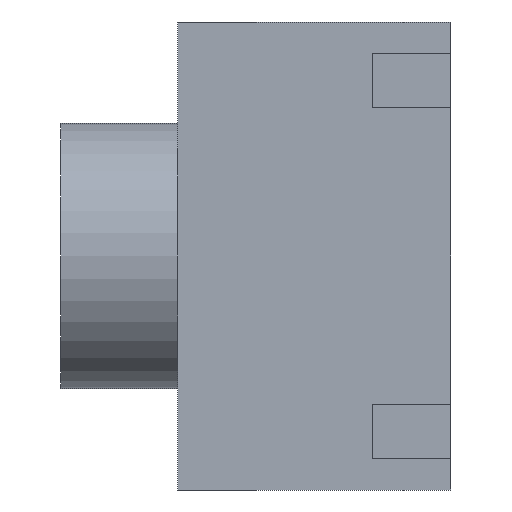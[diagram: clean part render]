
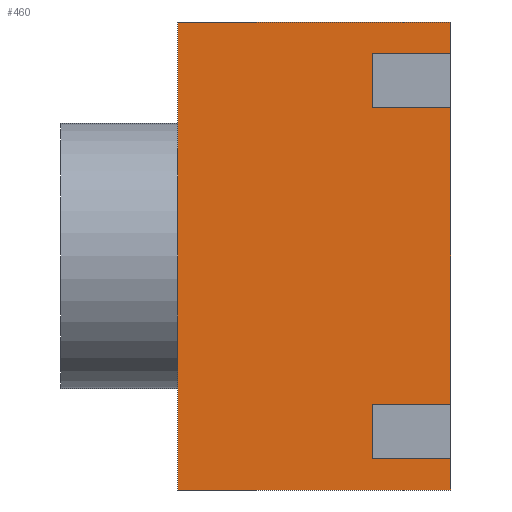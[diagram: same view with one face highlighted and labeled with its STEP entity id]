
A CAD part, left-side view. The second image highlights one B-rep face of the part: STEP entity #460.
In plain terms, the highlighted planar face has unit normal (-1, 0, 0).
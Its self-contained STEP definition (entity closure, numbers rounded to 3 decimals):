
#35=FACE_OUTER_BOUND('',#59,.T.);
#59=EDGE_LOOP('',(#359,#360,#361,#362,#363,#364,#365,#366,#367,#368,#369,
#370));
#71=LINE('',#632,#132);
#73=LINE('',#638,#134);
#78=LINE('',#646,#139);
#91=LINE('',#675,#152);
#99=LINE('',#690,#160);
#100=LINE('',#692,#161);
#112=LINE('',#717,#173);
#113=LINE('',#719,#174);
#114=LINE('',#721,#175);
#115=LINE('',#723,#176);
#116=LINE('',#725,#177);
#117=LINE('',#726,#178);
#132=VECTOR('',#515,10.);
#134=VECTOR('',#519,10.);
#139=VECTOR('',#528,10.);
#152=VECTOR('',#551,10.);
#160=VECTOR('',#563,10.);
#161=VECTOR('',#566,10.);
#173=VECTOR('',#588,10.);
#174=VECTOR('',#589,10.);
#175=VECTOR('',#590,10.);
#176=VECTOR('',#591,10.);
#177=VECTOR('',#592,10.);
#178=VECTOR('',#593,10.);
#190=VERTEX_POINT('',#625);
#193=VERTEX_POINT('',#630);
#195=VERTEX_POINT('',#635);
#196=VERTEX_POINT('',#637);
#206=VERTEX_POINT('',#671);
#208=VERTEX_POINT('',#674);
#212=VERTEX_POINT('',#686);
#213=VERTEX_POINT('',#688);
#222=VERTEX_POINT('',#718);
#223=VERTEX_POINT('',#720);
#224=VERTEX_POINT('',#722);
#225=VERTEX_POINT('',#724);
#235=EDGE_CURVE('',#190,#193,#71,.T.);
#237=EDGE_CURVE('',#196,#195,#73,.T.);
#242=EDGE_CURVE('',#193,#196,#78,.T.);
#255=EDGE_CURVE('',#208,#206,#91,.T.);
#263=EDGE_CURVE('',#212,#213,#99,.T.);
#264=EDGE_CURVE('',#213,#208,#100,.T.);
#276=EDGE_CURVE('',#212,#195,#112,.T.);
#277=EDGE_CURVE('',#222,#206,#113,.T.);
#278=EDGE_CURVE('',#222,#223,#114,.T.);
#279=EDGE_CURVE('',#224,#223,#115,.T.);
#280=EDGE_CURVE('',#225,#224,#116,.T.);
#281=EDGE_CURVE('',#190,#225,#117,.T.);
#359=ORIENTED_EDGE('',*,*,#237,.T.);
#360=ORIENTED_EDGE('',*,*,#276,.F.);
#361=ORIENTED_EDGE('',*,*,#263,.T.);
#362=ORIENTED_EDGE('',*,*,#264,.T.);
#363=ORIENTED_EDGE('',*,*,#255,.T.);
#364=ORIENTED_EDGE('',*,*,#277,.F.);
#365=ORIENTED_EDGE('',*,*,#278,.T.);
#366=ORIENTED_EDGE('',*,*,#279,.F.);
#367=ORIENTED_EDGE('',*,*,#280,.F.);
#368=ORIENTED_EDGE('',*,*,#281,.F.);
#369=ORIENTED_EDGE('',*,*,#235,.T.);
#370=ORIENTED_EDGE('',*,*,#242,.T.);
#437=PLANE('',#498);
#460=ADVANCED_FACE('',(#35),#437,.T.);
#498=AXIS2_PLACEMENT_3D('',#716,#586,#587);
#515=DIRECTION('',(0.,1.,0.));
#519=DIRECTION('',(0.,-1.,0.));
#528=DIRECTION('',(0.,0.,1.));
#551=DIRECTION('',(0.,-1.,0.));
#563=DIRECTION('',(0.,1.,0.));
#566=DIRECTION('',(0.,0.,1.));
#586=DIRECTION('center_axis',(-1.,0.,0.));
#587=DIRECTION('ref_axis',(0.,0.,1.));
#588=DIRECTION('',(0.,0.,-1.));
#589=DIRECTION('',(0.,0.,-1.));
#590=DIRECTION('',(0.,1.,0.));
#591=DIRECTION('',(0.,0.,1.));
#592=DIRECTION('',(0.,1.,0.));
#593=DIRECTION('',(0.,0.,-1.));
#625=CARTESIAN_POINT('',(0.,0.,0.4));
#630=CARTESIAN_POINT('',(0.,1.,0.4));
#632=CARTESIAN_POINT('',(0.,0.,0.4));
#635=CARTESIAN_POINT('',(0.,0.,1.1));
#637=CARTESIAN_POINT('',(0.,1.,1.1));
#638=CARTESIAN_POINT('',(0.,0.,1.1));
#646=CARTESIAN_POINT('',(0.,1.,0.375));
#671=CARTESIAN_POINT('',(0.,0.,5.6));
#674=CARTESIAN_POINT('',(0.,1.,5.6));
#675=CARTESIAN_POINT('',(0.,0.,5.6));
#686=CARTESIAN_POINT('',(0.,0.,4.9));
#688=CARTESIAN_POINT('',(0.,1.,4.9));
#690=CARTESIAN_POINT('',(0.,0.,4.9));
#692=CARTESIAN_POINT('',(0.,1.,2.625));
#716=CARTESIAN_POINT('Origin',(0.,0.,0.));
#717=CARTESIAN_POINT('',(0.,0.,6.));
#718=CARTESIAN_POINT('',(0.,0.,6.));
#719=CARTESIAN_POINT('',(0.,0.,6.));
#720=CARTESIAN_POINT('',(0.,3.5,6.));
#721=CARTESIAN_POINT('',(0.,0.,6.));
#722=CARTESIAN_POINT('',(0.,3.5,0.));
#723=CARTESIAN_POINT('',(0.,3.5,6.));
#724=CARTESIAN_POINT('',(0.,0.,0.));
#725=CARTESIAN_POINT('',(0.,0.,0.));
#726=CARTESIAN_POINT('',(0.,0.,6.));
